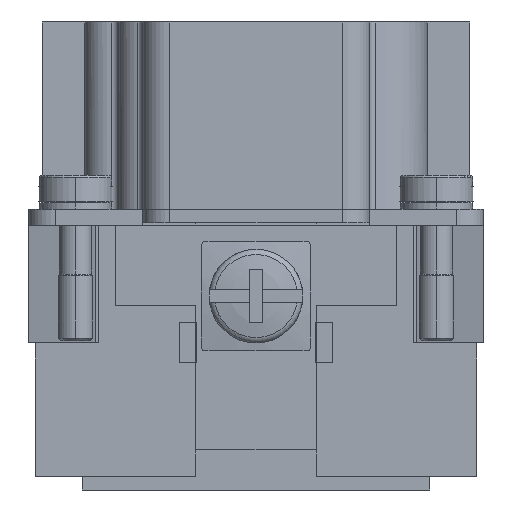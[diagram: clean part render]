
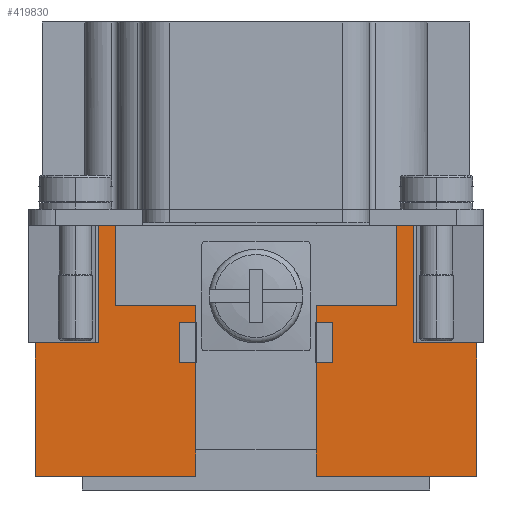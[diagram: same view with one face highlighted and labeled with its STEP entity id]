
A CAD part, left-side view. The second image highlights one B-rep face of the part: STEP entity #419830.
In plain terms, the highlighted planar face has unit normal (-1, 0, 0).
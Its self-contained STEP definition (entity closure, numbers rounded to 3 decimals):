
#3240=CARTESIAN_POINT('',(-31.5,0.,-4.5));
#3250=VERTEX_POINT('',#3240);
#3430=CARTESIAN_POINT('',(-31.5,0.,-8.5))
;
#3440=VERTEX_POINT('',#3430);
#3470=CARTESIAN_POINT('',(-31.5,0.,-6.5));
#3480=DIRECTION('',(1.,0.,0.));
#3490=DIRECTION('',(0.,0.,1.));
#3500=AXIS2_PLACEMENT_3D('',#3470,#3480,#3490);
#3510=CIRCLE('',#3500,2.);
#3520=EDGE_CURVE('',#3440,#3250,#3510,.T.);
#80760=CARTESIAN_POINT('',(-31.5,-16.5,-20.));
#80770=VERTEX_POINT('',#80760);
#80800=CARTESIAN_POINT('',(-31.5,-16.5,-10.));
#80810=DIRECTION('',(0.,0.,-1.));
#80820=VECTOR('',#80810,10.);
#80830=LINE('',#80800,#80820);
#80840=CARTESIAN_POINT('',(-31.5,-16.5,-10.));
#80850=VERTEX_POINT('',#80840);
#80860=EDGE_CURVE('',#80850,#80770,#80830,.T.);
#198060=CARTESIAN_POINT('',(-31.5,-4.5,-16.8));
#198070=VERTEX_POINT('',#198060);
#198240=CARTESIAN_POINT('',(-31.5,4.5,-16.8));
#198250=VERTEX_POINT('',#198240);
#198280=CARTESIAN_POINT('',(-31.5,4.5,-16.8));
#198290=DIRECTION('',(0.,-1.,0.));
#198300=VECTOR('',#198290,9.);
#198310=LINE('',#198280,#198300);
#198320=EDGE_CURVE('',#198250,#198070,#198310,.T.);
#199320=CARTESIAN_POINT('',(-31.5,-16.5,-10.));
#199330=DIRECTION('',(0.,1.,0.));
#199340=VECTOR('',#199330,4.75);
#199350=LINE('',#199320,#199340);
#199360=CARTESIAN_POINT('',(-31.5,-11.75,-10.));
#199370=VERTEX_POINT('',#199360);
#199380=EDGE_CURVE('',#80850,#199370,#199350,.T.);
#202370=CARTESIAN_POINT('',(-31.5,10.29,0.));
#202380=VERTEX_POINT('',#202370);
#204220=CARTESIAN_POINT('',(-31.5,4.5,-18.));
#204230=VERTEX_POINT('',#204220);
#204460=CARTESIAN_POINT('',(-31.5,-4.5,-18.));
#204470=VERTEX_POINT('',#204460);
#206290=CARTESIAN_POINT('',(-31.5,4.5,-20.));
#206300=VERTEX_POINT('',#206290);
#206330=CARTESIAN_POINT('',(-31.5,4.5,-20.));
#206340=DIRECTION('',(0.,0.,1.));
#206350=VECTOR('',#206340,2.);
#206360=LINE('',#206330,#206350);
#206370=EDGE_CURVE('',#206300,#204230,#206360,.T.);
#207880=CARTESIAN_POINT('',(-31.5,4.5,-18.));
#207890=DIRECTION('',(0.,0.,1.));
#207900=VECTOR('',#207890,1.2);
#207910=LINE('',#207880,#207900);
#207920=EDGE_CURVE('',#204230,#198250,#207910,.T.);
#211880=CARTESIAN_POINT('',(-31.5,-4.5,-16.8));
#211890=DIRECTION('',(0.,0.,-1.));
#211900=VECTOR('',#211890,1.2);
#211910=LINE('',#211880,#211900);
#211920=EDGE_CURVE('',#198070,#204470,#211910,.T.);
#213950=CARTESIAN_POINT('',(-31.5,-11.75,-10.));
#213960=DIRECTION('',(0.,0.,1.));
#213970=VECTOR('',#213960,10.);
#213980=LINE('',#213950,#213970);
#213990=CARTESIAN_POINT('',(-31.5,-11.75,0.));
#214000=VERTEX_POINT('',#213990);
#214010=EDGE_CURVE('',#199370,#214000,#213980,.T.);
#215050=CARTESIAN_POINT('',(-31.5,11.75,0.));
#215060=VERTEX_POINT('',#215050);
#215090=CARTESIAN_POINT('',(-31.5,11.75,0.));
#215100=DIRECTION('',(0.,0.,-1.));
#215110=VECTOR('',#215100,10.);
#215120=LINE('',#215090,#215110);
#215130=CARTESIAN_POINT('',(-31.5,11.75,-10.));
#215140=VERTEX_POINT('',#215130);
#215150=EDGE_CURVE('',#215060,#215140,#215120,.T.);
#324080=CARTESIAN_POINT('',(-31.5,16.5,-20.));
#324090=VERTEX_POINT('',#324080);
#324120=CARTESIAN_POINT('',(-31.5,16.5,-20.));
#324130=DIRECTION('',(0.,-1.,0.));
#324140=VECTOR('',#324130,12.);
#324150=LINE('',#324120,#324140);
#324160=EDGE_CURVE('',#324090,#206300,#324150,.T.);
#324770=CARTESIAN_POINT('',(-31.5,-4.5,-20.));
#324780=VERTEX_POINT('',#324770);
#324810=CARTESIAN_POINT('',(-31.5,-4.5,-20.));
#324820=DIRECTION('',(0.,-1.,0.));
#324830=VECTOR('',#324820,12.);
#324840=LINE('',#324810,#324830);
#324850=EDGE_CURVE('',#324780,#80770,#324840,.T.);
#342390=CARTESIAN_POINT('',(-31.5,16.5,-10.));
#342400=VERTEX_POINT('',#342390);
#342430=CARTESIAN_POINT('',(-31.5,16.5,-10.));
#342440=DIRECTION('',(0.,0.,-1.));
#342450=VECTOR('',#342440,10.);
#342460=LINE('',#342430,#342450);
#342470=EDGE_CURVE('',#342400,#324090,#342460,.T.);
#359810=CARTESIAN_POINT('',(-31.5,8.,0.));
#359820=DIRECTION('',(0.,0.,1.));
#359830=VECTOR('',#359820,1.);
#359840=LINE('',#359810,#359830);
#359850=CARTESIAN_POINT('',(-31.5,8.,0.));
#359860=VERTEX_POINT('',#359850);
#359870=CARTESIAN_POINT('',(-31.5,8.,1.));
#359880=VERTEX_POINT('',#359870);
#359890=EDGE_CURVE('',#359860,#359880,#359840,.T.);
#416530=CARTESIAN_POINT('',(-31.5,-8.139,1.));
#416540=VERTEX_POINT('',#416530);
#416570=CARTESIAN_POINT('',(-31.5,-8.139,1.));
#416580=DIRECTION('',(0.,1.,0.));
#416590=VECTOR('',#416580,16.139);
#416600=LINE('',#416570,#416590);
#416610=EDGE_CURVE('',#416540,#359880,#416600,.T.);
#419130=CARTESIAN_POINT('',(-31.5,-8.139,0.));
#419140=VERTEX_POINT('',#419130);
#419170=CARTESIAN_POINT('',(-31.5,-8.139,1.));
#419180=DIRECTION('',(0.,0.,-1.));
#419190=VECTOR('',#419180,1.);
#419200=LINE('',#419170,#419190);
#419210=EDGE_CURVE('',#416540,#419140,#419200,.T.);
#419270=CARTESIAN_POINT('',(-31.5,16.5,0.));
#419280=DIRECTION('',(-1.,0.,0.));
#419290=DIRECTION('',(0.,0.,1.));
#419300=AXIS2_PLACEMENT_3D('',#419270,#419280,#419290);
#419310=PLANE('',#419300);
#419320=ORIENTED_EDGE('',*,*,#214010,.T.);
#419330=ORIENTED_EDGE('',*,*,#199380,.T.);
#419340=ORIENTED_EDGE('',*,*,#80860,.F.);
#419350=ORIENTED_EDGE('',*,*,#324850,.T.);
#419360=CARTESIAN_POINT('',(-31.5,-4.5,-18.));
#419370=DIRECTION('',(0.,0.,-1.));
#419380=VECTOR('',#419370,2.);
#419390=LINE('',#419360,#419380);
#419400=EDGE_CURVE('',#204470,#324780,#419390,.T.);
#419410=ORIENTED_EDGE('',*,*,#419400,.T.);
#419420=ORIENTED_EDGE('',*,*,#211920,.T.);
#419430=ORIENTED_EDGE('',*,*,#198320,.T.);
#419440=ORIENTED_EDGE('',*,*,#207920,.T.);
#419450=ORIENTED_EDGE('',*,*,#206370,.T.);
#419460=ORIENTED_EDGE('',*,*,#324160,.T.);
#419470=ORIENTED_EDGE('',*,*,#342470,.T.);
#419480=CARTESIAN_POINT('',(-31.5,11.75,-10.));
#419490=DIRECTION('',(0.,1.,0.));
#419500=VECTOR('',#419490,4.75);
#419510=LINE('',#419480,#419500);
#419520=EDGE_CURVE('',#215140,#342400,#419510,.T.);
#419530=ORIENTED_EDGE('',*,*,#419520,.T.);
#419540=ORIENTED_EDGE('',*,*,#215150,.T.);
#419550=CARTESIAN_POINT('',(-31.5,10.29,0.));
#419560=DIRECTION('',(0.,1.,0.));
#419570=VECTOR('',#419560,1.46);
#419580=LINE('',#419550,#419570);
#419590=EDGE_CURVE('',#202380,#215060,#419580,.T.);
#419600=ORIENTED_EDGE('',*,*,#419590,.T.);
#419610=CARTESIAN_POINT('',(-31.5,8.,0.));
#419620=DIRECTION('',(0.,1.,0.));
#419630=VECTOR('',#419620,2.29);
#419640=LINE('',#419610,#419630);
#419650=EDGE_CURVE('',#359860,#202380,#419640,.T.);
#419660=ORIENTED_EDGE('',*,*,#419650,.T.);
#419670=ORIENTED_EDGE('',*,*,#359890,.F.);
#419680=ORIENTED_EDGE('',*,*,#416610,.T.);
#419690=ORIENTED_EDGE('',*,*,#419210,.F.);
#419700=CARTESIAN_POINT('',(-31.5,-11.75,0.));
#419710=DIRECTION('',(0.,1.,0.));
#419720=VECTOR('',#419710,3.611);
#419730=LINE('',#419700,#419720);
#419740=EDGE_CURVE('',#214000,#419140,#419730,.T.);
#419750=ORIENTED_EDGE('',*,*,#419740,.T.);
#419760=EDGE_LOOP('',(#419750,#419690,#419680,#419670,#419660,#419600,
#419540,#419530,#419470,#419460,#419450,#419440,#419430,#419420,#419410,
#419350,#419340,#419330,#419320));
#419770=FACE_OUTER_BOUND('',#419760,.T.);
#419780=EDGE_CURVE('',#3250,#3440,#3510,.T.);
#419790=ORIENTED_EDGE('',*,*,#419780,.T.);
#419800=ORIENTED_EDGE('',*,*,#3520,.T.);
#419810=EDGE_LOOP('',(#419800,#419790));
#419820=FACE_BOUND('',#419810,.T.);
#419830=ADVANCED_FACE('',(#419770,#419820),#419310,.T.);
